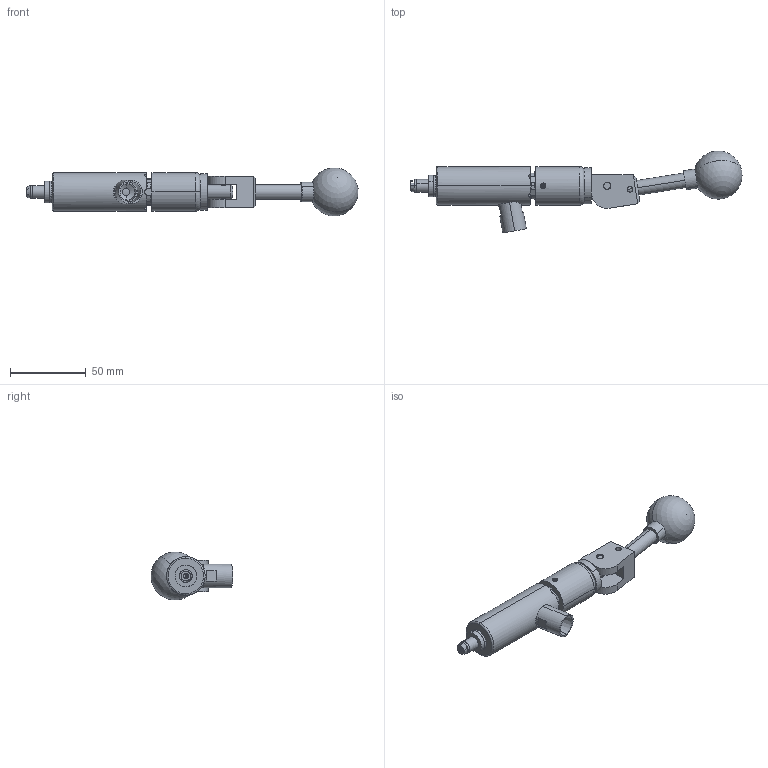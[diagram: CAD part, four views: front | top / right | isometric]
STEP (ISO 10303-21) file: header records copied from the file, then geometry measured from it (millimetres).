
FILE_DESCRIPTION (( 'STEP AP214' ), '1' );
FILE_NAME ('CTSC-003725.STEP', '2025-06-11T16:28:19', ( '' ), ( '' ), 'SwSTEP 2.0', 'SolidWorks 2023', '' );
FILE_SCHEMA (( 'AUTOMOTIVE_DESIGN' ));
Length unit declared in the file: inch
Products named in the file (1): CTSC-003725
Bounding box: 218.75 x 54.02 x 31.62 mm (x, y, z)
Volume: 82636.6 mm3; surface area: 24244.4 mm2
Topology: 10 solids, 10 shells, 304 faces, 750 edges, 474 vertices
Faces by surface type: cylinder 122, plane 117, cone 51, torus 9, bspline 3, sphere 2
Entity records: 14122 total; most frequent: CARTESIAN_POINT 3139, DIRECTION 1504, ORIENTED_EDGE 1470, EDGE_CURVE 735, AXIS2_PLACEMENT_3D 588, VERTEX_POINT 467, EDGE_LOOP 340, LINE 328
